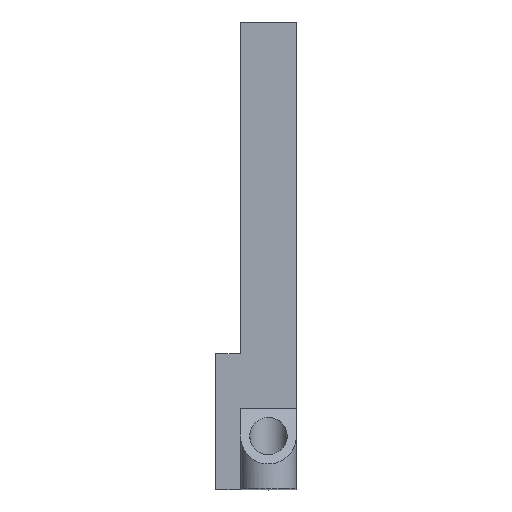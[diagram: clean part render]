
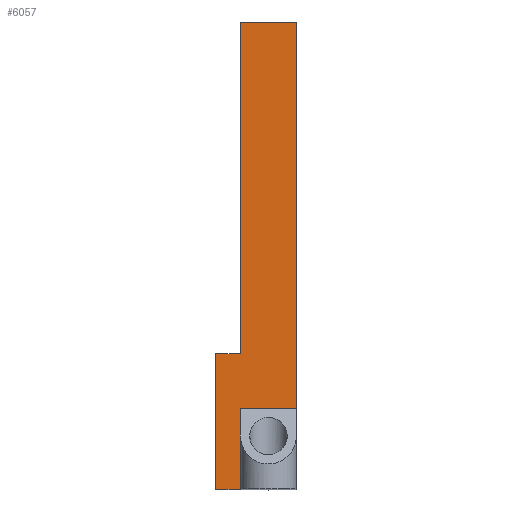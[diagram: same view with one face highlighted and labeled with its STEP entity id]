
A CAD part, top view. The second image highlights one B-rep face of the part: STEP entity #6057.
In plain terms, the highlighted planar face has unit normal (0, 0, 1).
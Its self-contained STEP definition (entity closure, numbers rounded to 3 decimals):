
#844=FACE_OUTER_BOUND('',#1257,.T.);
#1257=EDGE_LOOP('',(#5549,#5550,#5551,#5552,#5553,#5554,#5555,#5556));
#1284=LINE('',#8441,#1865);
#1286=LINE('',#8445,#1867);
#1287=LINE('',#8448,#1868);
#1413=LINE('',#8967,#1994);
#1463=LINE('',#9074,#2044);
#1841=LINE('',#10088,#2422);
#1845=LINE('',#10111,#2426);
#1848=LINE('',#10125,#2429);
#1865=VECTOR('',#6685,10.);
#1867=VECTOR('',#6689,10.);
#1868=VECTOR('',#6692,10.);
#1994=VECTOR('',#7086,10.);
#2044=VECTOR('',#7180,10.);
#2422=VECTOR('',#8318,10.);
#2426=VECTOR('',#8346,10.);
#2429=VECTOR('',#8365,10.);
#2444=VERTEX_POINT('',#8437);
#2445=VERTEX_POINT('',#8439);
#2446=VERTEX_POINT('',#8443);
#2447=VERTEX_POINT('',#8447);
#2705=VERTEX_POINT('',#8965);
#2706=VERTEX_POINT('',#8966);
#2739=VERTEX_POINT('',#9070);
#2741=VERTEX_POINT('',#9073);
#3024=EDGE_CURVE('',#2444,#2445,#1284,.T.);
#3026=EDGE_CURVE('',#2446,#2445,#1286,.T.);
#3027=EDGE_CURVE('',#2444,#2447,#1287,.T.);
#3286=EDGE_CURVE('',#2705,#2706,#1413,.T.);
#3338=EDGE_CURVE('',#2741,#2739,#1463,.T.);
#3847=EDGE_CURVE('',#2447,#2739,#1841,.T.);
#3858=EDGE_CURVE('',#2705,#2741,#1845,.T.);
#3865=EDGE_CURVE('',#2706,#2446,#1848,.T.);
#5549=ORIENTED_EDGE('',*,*,#3858,.T.);
#5550=ORIENTED_EDGE('',*,*,#3338,.T.);
#5551=ORIENTED_EDGE('',*,*,#3847,.F.);
#5552=ORIENTED_EDGE('',*,*,#3027,.F.);
#5553=ORIENTED_EDGE('',*,*,#3024,.T.);
#5554=ORIENTED_EDGE('',*,*,#3026,.F.);
#5555=ORIENTED_EDGE('',*,*,#3865,.F.);
#5556=ORIENTED_EDGE('',*,*,#3286,.F.);
#5765=PLANE('',#6647);
#6057=ADVANCED_FACE('',(#844),#5765,.T.);
#6647=AXIS2_PLACEMENT_3D('',#10124,#8363,#8364);
#6685=DIRECTION('',(-1.,0.,0.));
#6689=DIRECTION('',(0.,1.,0.));
#6692=DIRECTION('',(0.,1.,0.));
#7086=DIRECTION('',(0.,-1.,0.));
#7180=DIRECTION('',(0.,1.,0.));
#8318=DIRECTION('',(1.,0.,0.));
#8346=DIRECTION('',(1.,0.,0.));
#8363=DIRECTION('center_axis',(0.,0.,
1.));
#8364=DIRECTION('ref_axis',(1.,0.,0.));
#8365=DIRECTION('',(-1.,0.,0.));
#8437=CARTESIAN_POINT('',(156.5,133.5,83.));
#8439=CARTESIAN_POINT('',(148.5,133.5,83.));
#8441=CARTESIAN_POINT('',(156.5,133.5,83.));
#8443=CARTESIAN_POINT('',(148.5,90.,83.));
#8445=CARTESIAN_POINT('',(148.5,116.,83.));
#8447=CARTESIAN_POINT('',(156.5,240.,83.));
#8448=CARTESIAN_POINT('',(156.5,98.,83.));
#8965=CARTESIAN_POINT('',(156.5,116.,83.));
#8966=CARTESIAN_POINT('',(156.5,90.,83.));
#8967=CARTESIAN_POINT('',(156.5,90.,83.));
#9070=CARTESIAN_POINT('',(174.5,240.,83.));
#9073=CARTESIAN_POINT('',(174.5,116.,83.));
#9074=CARTESIAN_POINT('',(174.5,98.,83.));
#10088=CARTESIAN_POINT('',(156.5,240.,83.));
#10111=CARTESIAN_POINT('',(161.,116.,83.));
#10124=CARTESIAN_POINT('Origin',(156.5,98.,83.));
#10125=CARTESIAN_POINT('',(156.5,90.,83.));
